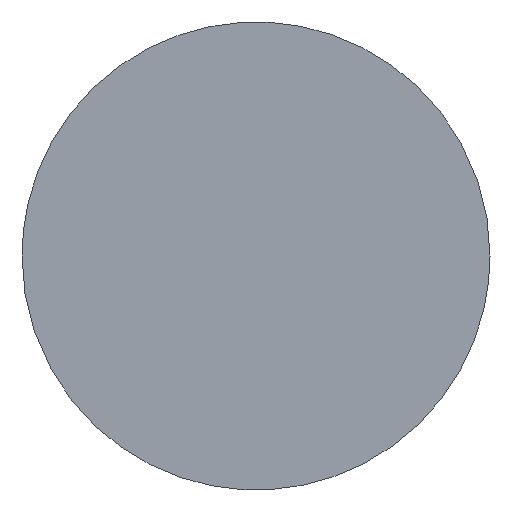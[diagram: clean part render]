
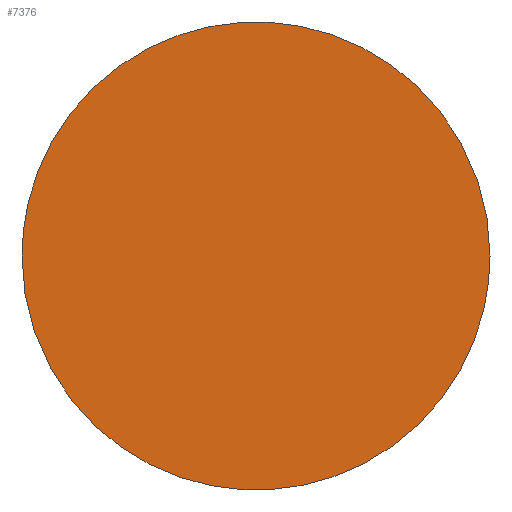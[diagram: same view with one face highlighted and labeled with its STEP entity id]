
A CAD part, top view. The second image highlights one B-rep face of the part: STEP entity #7376.
In plain terms, the highlighted planar face has unit normal (0, 0, 1).
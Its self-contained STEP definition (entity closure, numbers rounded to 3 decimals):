
#7376=ADVANCED_FACE('',(#10406),#47544,.T.);
#10406=FACE_OUTER_BOUND('',#13436,.T.);
#13436=EDGE_LOOP('',(#16479,#16480));
#16479=ORIENTED_EDGE('',*,*,#30737,.T.);
#16480=ORIENTED_EDGE('',*,*,#30743,.T.);
#30737=EDGE_CURVE('',#41559,#41562,#37875,.T.);
#30743=EDGE_CURVE('',#41562,#41559,#37881,.T.);
#37875=(
BOUNDED_CURVE()
B_SPLINE_CURVE(2,(#52028,#52029,#52030,#52031,#52032),.UNSPECIFIED.,.F.,
 .F.)
B_SPLINE_CURVE_WITH_KNOTS((3,2,3),(0.,25.133,50.265),
 .UNSPECIFIED.)
CURVE()
GEOMETRIC_REPRESENTATION_ITEM()
RATIONAL_B_SPLINE_CURVE((1.,0.707,1.,0.707,1.))
REPRESENTATION_ITEM('')
);
#37881=(
BOUNDED_CURVE()
B_SPLINE_CURVE(2,(#52052,#52053,#52054,#52055,#52056),.UNSPECIFIED.,.F.,
 .F.)
B_SPLINE_CURVE_WITH_KNOTS((3,2,3),(50.265,75.398,100.531),
 .UNSPECIFIED.)
CURVE()
GEOMETRIC_REPRESENTATION_ITEM()
RATIONAL_B_SPLINE_CURVE((1.,0.707,1.,0.707,1.))
REPRESENTATION_ITEM('')
);
#41559=VERTEX_POINT('',#52024);
#41562=VERTEX_POINT('',#52027);
#47544=PLANE('',#49006);
#49006=AXIS2_PLACEMENT_3D('',#52021,#50452,$);
#50452=DIRECTION('',(0.,0.,1.));
#52021=CARTESIAN_POINT('',(-414.528,-414.528,0.));
#52024=CARTESIAN_POINT('',(406.4,0.,0.));
#52027=CARTESIAN_POINT('',(-406.4,0.,0.));
#52028=CARTESIAN_POINT('',(406.4,0.,0.));
#52029=CARTESIAN_POINT('',(406.4,406.4,0.));
#52030=CARTESIAN_POINT('',(0.,406.4,0.));
#52031=CARTESIAN_POINT('',(-406.4,406.4,0.));
#52032=CARTESIAN_POINT('',(-406.4,0.,0.));
#52052=CARTESIAN_POINT('',(-406.4,0.,0.));
#52053=CARTESIAN_POINT('',(-406.4,-406.4,0.));
#52054=CARTESIAN_POINT('',(0.,-406.4,0.));
#52055=CARTESIAN_POINT('',(406.4,-406.4,0.));
#52056=CARTESIAN_POINT('',(406.4,0.,0.));
